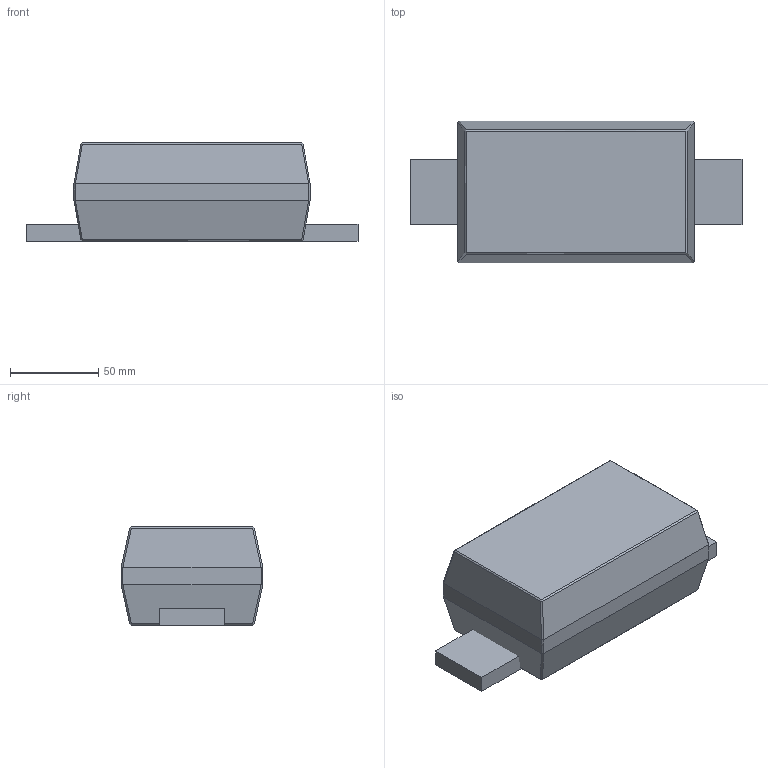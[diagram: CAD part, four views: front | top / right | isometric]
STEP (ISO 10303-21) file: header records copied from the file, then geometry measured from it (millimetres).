
FILE_DESCRIPTION(/* description */ (''),/* implementation_level */ '2;1');
FILE_NAME(/* name */ 'SOD-123FL',/* time_stamp */ '2019-10-29T10:50:46+08:00',/* author */ (''),/* organization */ (''),/* preprocessor_version */ 'ST-DEVELOPER v10',/* originating_system */ '',/* authorisation */ '');
FILE_SCHEMA (('CONFIG_CONTROL_DESIGN'));
Length unit declared in the file: centimetre
Products named in the file (1): 1
Bounding box: 187.87 x 80.27 x 55.65 mm (x, y, z)
Volume: 574695.6 mm3; surface area: 90942.9 mm2
Topology: 5 solids, 5 shells, 58 faces, 129 edges, 81 vertices
Faces by surface type: bspline 58
Entity records: 1947 total; most frequent: CARTESIAN_POINT 1144, ORIENTED_EDGE 240, EDGE_CURVE 120, VERTEX_POINT 72, ADVANCED_FACE 58, FACE_OUTER_BOUND 58, EDGE_LOOP 58, B_SPLINE_CURVE_WITH_KNOTS 51
